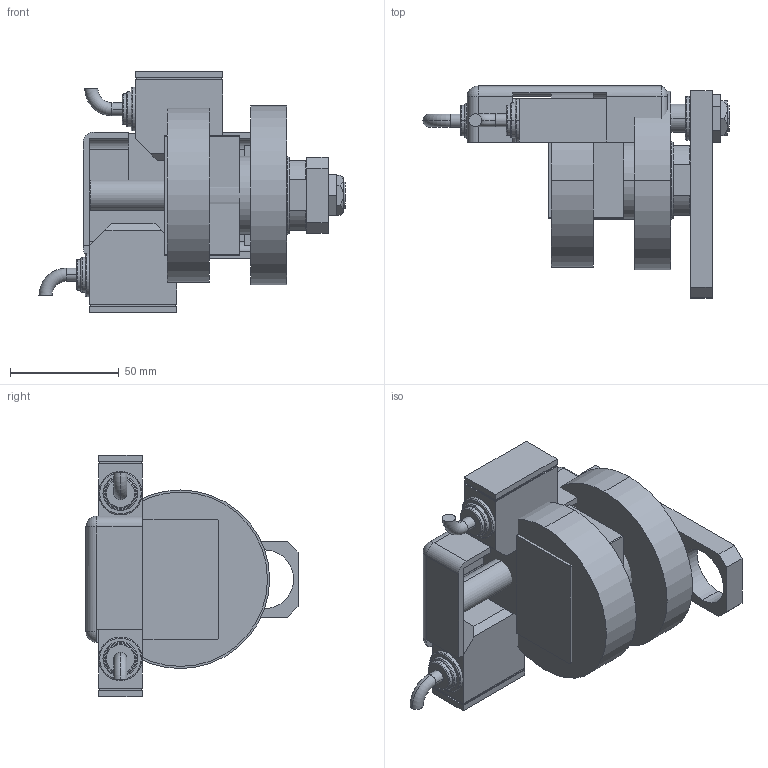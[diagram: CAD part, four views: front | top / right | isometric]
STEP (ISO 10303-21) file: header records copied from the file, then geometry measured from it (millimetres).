
FILE_DESCRIPTION (( 'STEP AP203' ), '1' );
FILE_NAME ('1c50.STEP', '2021-11-01T21:45:53', ( '' ), ( '' ), 'SwSTEP 2.0', 'SolidWorks 2019', '' );
FILE_SCHEMA (( 'CONFIG_CONTROL_DESIGN' ));
Length unit declared in the file: millimetre
Products named in the file (13): V450CM_E_VCP 68792ea04a31a1025b2d2ffd16c55ddc; ZARAZKA_Q 68792ea04a31a1025b2d2ffd16c55ddc; KRYT 68792ea04a31a1025b2d2ffd16c55ddc; 1c50; TYC 68792ea04a31a1025b2d2ffd16c55ddc; V450CM_E 68792ea04a31a1025b2d2ffd16c55ddc; SWITCH DIM A_G 68792ea04a31a1025b2d2ffd16c55ddc; SWITCH Q 68792ea04a31a1025b2d2ffd16c55ddc; SWITCH_Q_FRONT_BACK 68792ea04a31a1025b2d2ffd16c55ddc; MAGNETIC SWITCH Q 68792ea04a31a1025b2d2ffd16c55ddc; NUT_D19 68792ea04a31a1025b2d2ffd16c55ddc; V450CM_VC_B 68792ea04a31a1025b2d2ffd16c55ddc; NUT_D13 68792ea04a31a1025b2d2ffd16c55ddc
Assembly tree (13 placements, depth 3):
  1c50
    V450CM_E 68792ea04a31a1025b2d2ffd16c55ddc
    V450CM_E_VCP 68792ea04a31a1025b2d2ffd16c55ddc
    V450CM_VC_B 68792ea04a31a1025b2d2ffd16c55ddc
    MAGNETIC SWITCH Q 68792ea04a31a1025b2d2ffd16c55ddc
      SWITCH_Q_FRONT_BACK 68792ea04a31a1025b2d2ffd16c55ddc
      TYC 68792ea04a31a1025b2d2ffd16c55ddc
      ZARAZKA_Q 68792ea04a31a1025b2d2ffd16c55ddc
      SWITCH DIM A_G 68792ea04a31a1025b2d2ffd16c55ddc
      NUT_D19 68792ea04a31a1025b2d2ffd16c55ddc
      NUT_D13 68792ea04a31a1025b2d2ffd16c55ddc
      KRYT 68792ea04a31a1025b2d2ffd16c55ddc
      SWITCH Q 68792ea04a31a1025b2d2ffd16c55ddc  x2
Bounding box: 140.46 x 97.3 x 111 mm (x, y, z)
Volume: 434065.7 mm3; surface area: 106831.5 mm2
Topology: 14 solids, 14 shells, 530 faces, 1300 edges, 847 vertices
Faces by surface type: plane 262, bspline 145, cylinder 77, cone 22, torus 22, sphere 2
Entity records: 22423 total; most frequent: CARTESIAN_POINT 10257, ORIENTED_EDGE 2404, DIRECTION 1812, EDGE_CURVE 1202, VERTEX_POINT 787, VECTOR 692, LINE 692, AXIS2_PLACEMENT_3D 560
